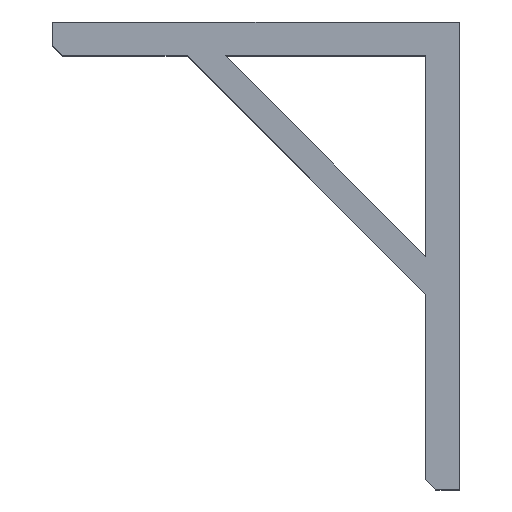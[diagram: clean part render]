
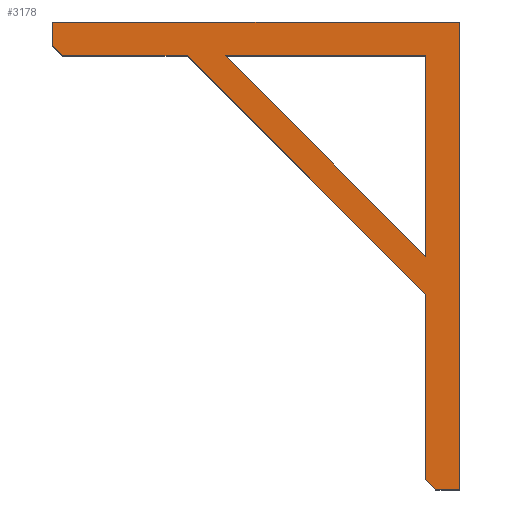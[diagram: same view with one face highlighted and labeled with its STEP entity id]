
A CAD part, top view. The second image highlights one B-rep face of the part: STEP entity #3178.
In plain terms, the highlighted planar face has unit normal (0, 0, 1).
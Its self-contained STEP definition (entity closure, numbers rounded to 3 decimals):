
#2151=CARTESIAN_POINT('',(-15.,-46.,530.0));
#2152=VERTEX_POINT('',#2151);
#2159=CARTESIAN_POINT('',(-30.,-31.,530.0));
#2160=VERTEX_POINT('',#2159);
#2161=CARTESIAN_POINT('',(-30.,-31.,530.0));
#2162=DIRECTION('',(0.707,-0.707,0.0));
#2163=VECTOR('',#2162,21.213);
#2164=LINE('',#2161,#2163);
#2165=EDGE_CURVE('',#2160,#2152,#2164,.T.);
#2182=CARTESIAN_POINT('',(-30.,4.0,530.0));
#2183=VERTEX_POINT('',#2182);
#2184=CARTESIAN_POINT('',(-30.,-31.,530.0));
#2185=DIRECTION('',(0.0,1.0,0.0));
#2186=VECTOR('',#2185,35.);
#2187=LINE('',#2184,#2186);
#2188=EDGE_CURVE('',#2160,#2183,#2187,.T.);
#2440=CARTESIAN_POINT('',(540.,-691.0,530.0));
#2441=VERTEX_POINT('',#2440);
#2448=CARTESIAN_POINT('',(525.,-676.0,530.0));
#2449=VERTEX_POINT('',#2448);
#2450=CARTESIAN_POINT('',(525.0,-676.0,530.0));
#2451=DIRECTION('',(0.707,-0.707,0.0));
#2452=VECTOR('',#2451,21.213);
#2453=LINE('',#2450,#2452);
#2454=EDGE_CURVE('',#2449,#2441,#2453,.T.);
#2471=CARTESIAN_POINT('',(575.,-691.0,530.0));
#2472=VERTEX_POINT('',#2471);
#2479=CARTESIAN_POINT('',(575.,-691.0,530.0));
#2480=DIRECTION('',(-1.0,0.0,0.0));
#2481=VECTOR('',#2480,35.0);
#2482=LINE('',#2479,#2481);
#2483=EDGE_CURVE('',#2472,#2441,#2482,.T.);
#2947=CARTESIAN_POINT('',(226.569,-46.,530.0));
#2948=VERTEX_POINT('',#2947);
#2955=CARTESIAN_POINT('',(525.,-344.431,530.0));
#2956=VERTEX_POINT('',#2955);
#2957=CARTESIAN_POINT('',(226.569,-46.,530.0));
#2958=DIRECTION('',(0.707,-0.707,0.0));
#2959=VECTOR('',#2958,422.046);
#2960=LINE('',#2957,#2959);
#2961=EDGE_CURVE('',#2948,#2956,#2960,.T.);
#2978=CARTESIAN_POINT('',(525.,-401.,530.0));
#2979=VERTEX_POINT('',#2978);
#2986=CARTESIAN_POINT('',(170.,-46.,530.0));
#2987=VERTEX_POINT('',#2986);
#2988=CARTESIAN_POINT('',(525.,-401.,530.0));
#2989=DIRECTION('',(-0.707,0.707,0.0));
#2990=VECTOR('',#2989,502.046);
#2991=LINE('',#2988,#2990);
#2992=EDGE_CURVE('',#2979,#2987,#2991,.T.);
#3009=CARTESIAN_POINT('',(525.,-46.,530.0));
#3010=VERTEX_POINT('',#3009);
#3011=CARTESIAN_POINT('',(525.,-344.431,530.0));
#3012=DIRECTION('',(0.0,1.0,0.0));
#3013=VECTOR('',#3012,298.431);
#3014=LINE('',#3011,#3013);
#3015=EDGE_CURVE('',#2956,#3010,#3014,.T.);
#3033=CARTESIAN_POINT('',(525.,-676.0,530.0));
#3034=DIRECTION('',(0.0,1.0,0.0));
#3035=VECTOR('',#3034,275.0);
#3036=LINE('',#3033,#3035);
#3037=EDGE_CURVE('',#2449,#2979,#3036,.T.);
#3052=CARTESIAN_POINT('',(170.,-46.,530.0));
#3053=DIRECTION('',(-1.0,0.0,0.0));
#3054=VECTOR('',#3053,185.0);
#3055=LINE('',#3052,#3054);
#3056=EDGE_CURVE('',#2987,#2152,#3055,.T.);
#3069=CARTESIAN_POINT('',(525.,-46.,530.0));
#3070=DIRECTION('',(-1.0,0.0,0.0));
#3071=VECTOR('',#3070,298.431);
#3072=LINE('',#3069,#3071);
#3073=EDGE_CURVE('',#3010,#2948,#3072,.T.);
#3086=CARTESIAN_POINT('',(575.0,4.0,530.0));
#3087=VERTEX_POINT('',#3086);
#3094=CARTESIAN_POINT('',(575.0,4.0,530.0));
#3095=DIRECTION('',(0.0,-1.0,0.0));
#3096=VECTOR('',#3095,695.0);
#3097=LINE('',#3094,#3096);
#3098=EDGE_CURVE('',#3087,#2472,#3097,.T.);
#3146=CARTESIAN_POINT('',(-30.,4.0,530.0));
#3147=DIRECTION('',(1.0,0.0,0.0));
#3148=VECTOR('',#3147,605.0);
#3149=LINE('',#3146,#3148);
#3150=EDGE_CURVE('',#2183,#3087,#3149,.T.);
#3157=CARTESIAN_POINT('',(410.183,-205.817,530.0));
#3158=DIRECTION('',(0.0,0.0,1.0));
#3159=DIRECTION('',(1.0,0.0,0.0));
#3160=AXIS2_PLACEMENT_3D('',#3157,#3158,#3159);
#3161=PLANE('',#3160);
#3162=ORIENTED_EDGE('',*,*,#2165,.T.);
#3163=ORIENTED_EDGE('',*,*,#3056,.F.);
#3164=ORIENTED_EDGE('',*,*,#2992,.F.);
#3165=ORIENTED_EDGE('',*,*,#3037,.F.);
#3166=ORIENTED_EDGE('',*,*,#2454,.T.);
#3167=ORIENTED_EDGE('',*,*,#2483,.F.);
#3168=ORIENTED_EDGE('',*,*,#3098,.F.);
#3169=ORIENTED_EDGE('',*,*,#3150,.F.);
#3170=ORIENTED_EDGE('',*,*,#2188,.F.);
#3171=EDGE_LOOP('',(#3162,#3163,#3164,#3165,#3166,#3167,#3168,#3169,#3170));
#3172=FACE_OUTER_BOUND('',#3171,.T.);
#3173=ORIENTED_EDGE('',*,*,#3015,.F.);
#3174=ORIENTED_EDGE('',*,*,#2961,.F.);
#3175=ORIENTED_EDGE('',*,*,#3073,.F.);
#3176=EDGE_LOOP('',(#3173,#3174,#3175));
#3177=FACE_BOUND('',#3176,.T.);
#3178=ADVANCED_FACE('',(#3172,#3177),#3161,.T.);
